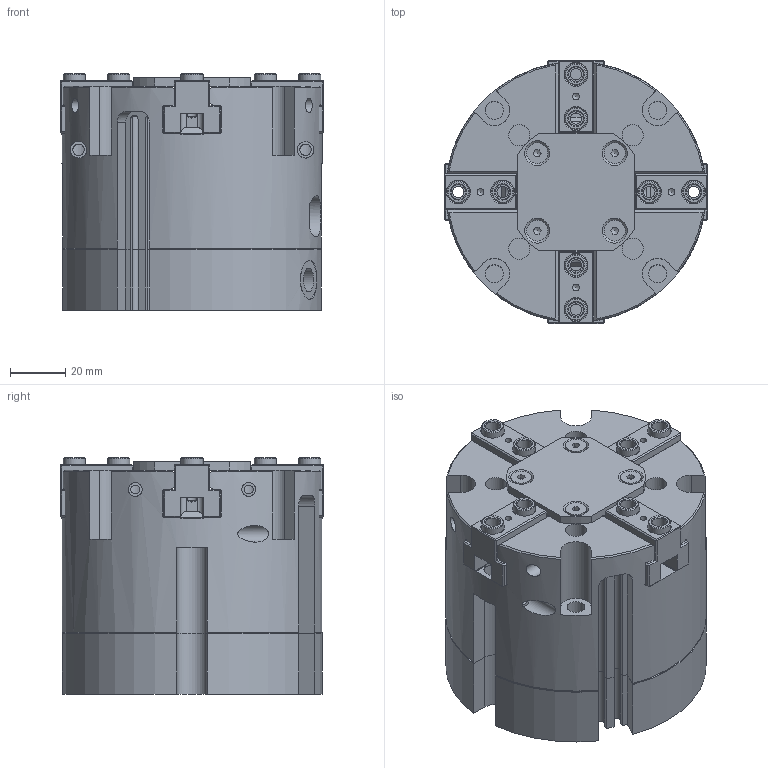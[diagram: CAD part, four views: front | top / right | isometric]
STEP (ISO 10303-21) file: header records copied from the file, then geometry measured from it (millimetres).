
FILE_DESCRIPTION(/* description */ (''),/* implementation_level */ '2;1');
FILE_NAME(/* name */ 'PFP 95 C1 MC.stp',/* time_stamp */ '2021-06-12T07:37:00+02:00',/* author */ ('Francesca'),/* organization */ (''),/* preprocessor_version */ 'ST-DEVELOPER v17',/* originating_system */ 'Autodesk Inventor 2019',/* authorisation */ '');
FILE_SCHEMA (('AUTOMOTIVE_DESIGN { 1 0 10303 214 3 1 1 }'));
Length unit declared in the file: millimetre
Products named in the file (7): PFP-95-MA-CLIENTE; PFP-95 CORPO-CLIENTE; MA4-95 COPERCHIO; PZP80 GRIFFA; BOCCOLA 8H7L5.4; ISO 10642  - M4  x  8; MA4-95-FONDELLO-CLIENTE
Assembly tree (19 placements, depth 2):
  PFP-95-MA-CLIENTE
    PFP-95 CORPO-CLIENTE
    MA4-95 COPERCHIO
    PZP80 GRIFFA  x4
    BOCCOLA 8H7L5.4  x8
    ISO 10642  - M4  x  8  x4
    MA4-95-FONDELLO-CLIENTE
Bounding box: 95 x 95 x 85.5 mm (x, y, z)
Volume: 457867.9 mm3; surface area: 100507.2 mm2
Topology: 19 solids, 19 shells, 701 faces, 1980 edges, 1332 vertices
Faces by surface type: plane 416, cylinder 182, cone 103
Full cylindrical faces by diameter (mm): 2.459 x4, 2.5 x2, 3.242 x8, 4 x4, 4.134 x15, 4.5 x4, 4.917 x4, 5 x4, 5.3 x8, 6 x6, 6.5 x4, 7.53 x4, 7.7 x4, 8 x16, 8.5 x2, 8.566 x3, 9.1 x2, 10 x1, 32 x1, 59.5 x1, 64 x3, 66.6 x1, 67 x1, 94 x1
Entity records: 14756 total; most frequent: CARTESIAN_POINT 3512, DIRECTION 2318, ORIENTED_EDGE 2310, EDGE_CURVE 1155, AXIS2_PLACEMENT_3D 851, VERTEX_POINT 802, LINE 616, VECTOR 616
